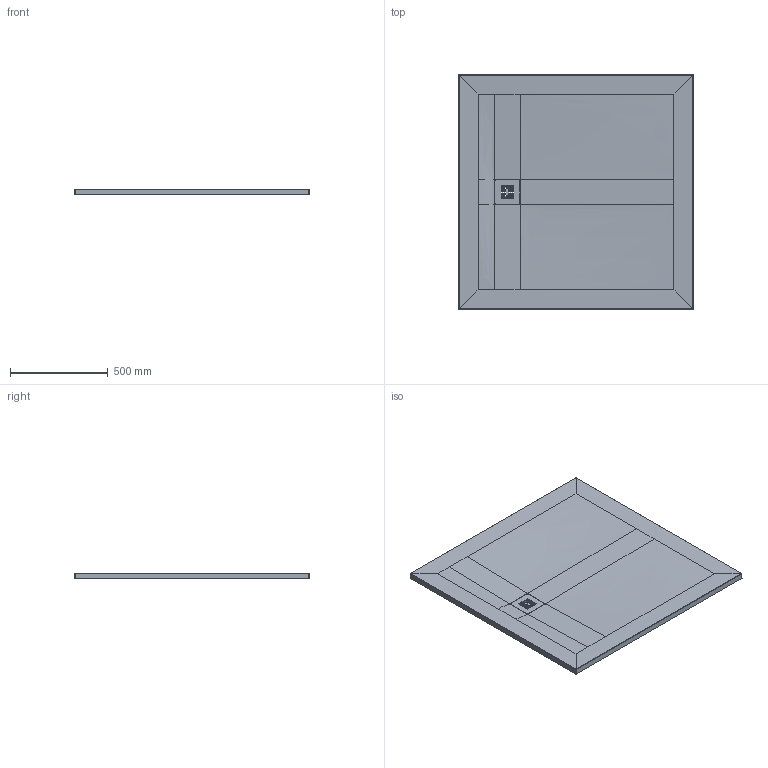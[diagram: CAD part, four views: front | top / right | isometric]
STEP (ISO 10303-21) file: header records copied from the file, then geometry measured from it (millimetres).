
FILE_DESCRIPTION(/* description */ (''),/* implementation_level */ '2;1');
FILE_NAME(/* name */ '720279',/* time_stamp */ '2022-02-10T08:24:20+01:00',/* author */ (''),/* organization */ (''),/* preprocessor_version */ 'ST-DEVELOPER v15',/* originating_system */ '',/* authorisation */ '');
FILE_SCHEMA (('AUTOMOTIVE_DESIGN'));
Length unit declared in the file: millimetre
Products named in the file (1): Document
Bounding box: 1200 x 1200 x 30 mm (x, y, z)
Volume: 21067.4 mm3; surface area: 1588569.9 mm2
Topology: 1 solids, 2 shells, 114 faces, 312 edges, 200 vertices
Faces by surface type: bspline 60, plane 54
Entity records: 7694 total; most frequent: CARTESIAN_POINT 5685, ORIENTED_EDGE 592, EDGE_CURVE 312, B_SPLINE_CURVE_WITH_KNOTS 288, VERTEX_POINT 200, EDGE_LOOP 134, ADVANCED_FACE 114, FACE_OUTER_BOUND 114
